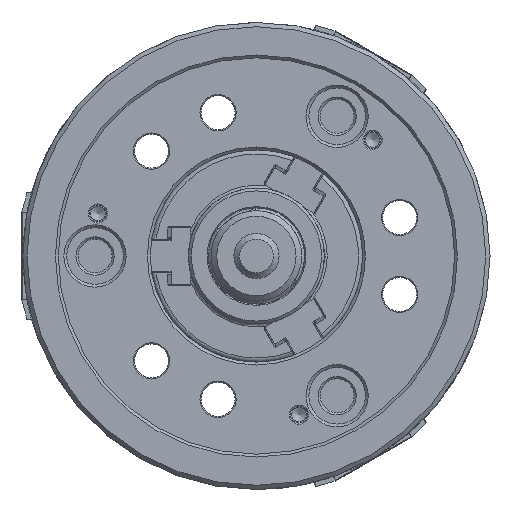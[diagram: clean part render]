
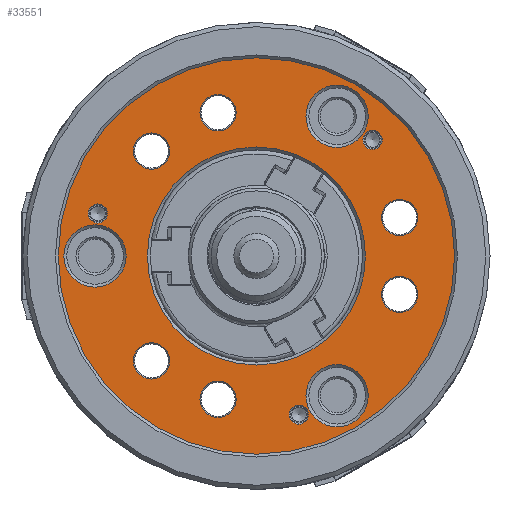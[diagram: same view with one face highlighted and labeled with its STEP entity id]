
A CAD part, left-side view. The second image highlights one B-rep face of the part: STEP entity #33551.
In plain terms, the highlighted planar face has unit normal (-1, 0, 0).
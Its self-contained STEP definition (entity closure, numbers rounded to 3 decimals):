
#1051=CIRCLE('',#36667,3.394);
#1056=CIRCLE('',#36677,3.394);
#1066=CIRCLE('',#36694,6.399);
#1100=CIRCLE('',#36743,6.399);
#1122=CIRCLE('',#36778,6.399);
#1127=CIRCLE('',#36788,11.);
#1166=CIRCLE('',#36859,11.);
#1178=CIRCLE('',#36880,6.399);
#1192=CIRCLE('',#36903,38.5);
#1193=CIRCLE('',#36905,70.);
#1196=CIRCLE('',#36910,6.399);
#1197=CIRCLE('',#36911,6.399);
#1198=CIRCLE('',#36912,11.);
#1199=CIRCLE('',#36913,3.394);
#10629=ORIENTED_EDGE('',*,*,#15546,.F.);
#10630=ORIENTED_EDGE('',*,*,#15521,.T.);
#10631=ORIENTED_EDGE('',*,*,#15366,.T.);
#10632=ORIENTED_EDGE('',*,*,#15547,.F.);
#10633=ORIENTED_EDGE('',*,*,#15414,.F.);
#10634=ORIENTED_EDGE('',*,*,#15453,.T.);
#10635=ORIENTED_EDGE('',*,*,#15458,.T.);
#10636=ORIENTED_EDGE('',*,*,#15548,.F.);
#10637=ORIENTED_EDGE('',*,*,#15541,.T.);
#10638=ORIENTED_EDGE('',*,*,#15542,.T.);
#10639=ORIENTED_EDGE('',*,*,#15505,.T.);
#10640=ORIENTED_EDGE('',*,*,#15549,.F.);
#10641=ORIENTED_EDGE('',*,*,#15354,.F.);
#10642=ORIENTED_EDGE('',*,*,#15349,.F.);
#15349=EDGE_CURVE('',#18627,#18627,#1051,.T.);
#15354=EDGE_CURVE('',#18633,#18633,#1056,.T.);
#15366=EDGE_CURVE('',#18646,#18646,#1066,.T.);
#15414=EDGE_CURVE('',#18684,#18684,#1100,.T.);
#15453=EDGE_CURVE('',#18712,#18712,#1122,.T.);
#15458=EDGE_CURVE('',#18717,#18717,#1127,.T.);
#15505=EDGE_CURVE('',#18743,#18743,#1166,.T.);
#15521=EDGE_CURVE('',#18758,#18758,#1178,.T.);
#15541=EDGE_CURVE('',#18771,#18771,#1192,.T.);
#15542=EDGE_CURVE('',#18772,#18772,#1193,.T.);
#15546=EDGE_CURVE('',#18775,#18775,#1196,.T.);
#15547=EDGE_CURVE('',#18776,#18776,#1197,.T.);
#15548=EDGE_CURVE('',#18777,#18777,#1198,.T.);
#15549=EDGE_CURVE('',#18778,#18778,#1199,.T.);
#18627=VERTEX_POINT('',#56334);
#18633=VERTEX_POINT('',#56350);
#18646=VERTEX_POINT('',#56382);
#18684=VERTEX_POINT('',#56492);
#18712=VERTEX_POINT('',#56578);
#18717=VERTEX_POINT('',#56593);
#18743=VERTEX_POINT('',#56698);
#18758=VERTEX_POINT('',#56744);
#18771=VERTEX_POINT('',#56786);
#18772=VERTEX_POINT('',#56789);
#18775=VERTEX_POINT('',#56798);
#18776=VERTEX_POINT('',#56800);
#18777=VERTEX_POINT('',#56802);
#18778=VERTEX_POINT('',#56804);
#28262=EDGE_LOOP('',(#10629));
#28263=EDGE_LOOP('',(#10630));
#28264=EDGE_LOOP('',(#10631));
#28265=EDGE_LOOP('',(#10632));
#28266=EDGE_LOOP('',(#10633));
#28267=EDGE_LOOP('',(#10634));
#28268=EDGE_LOOP('',(#10635));
#28269=EDGE_LOOP('',(#10636));
#28270=EDGE_LOOP('',(#10637));
#28271=EDGE_LOOP('',(#10638));
#28272=EDGE_LOOP('',(#10639));
#28273=EDGE_LOOP('',(#10640));
#28274=EDGE_LOOP('',(#10641));
#28275=EDGE_LOOP('',(#10642));
#30363=FACE_BOUND('',#28262,.T.);
#30364=FACE_BOUND('',#28263,.T.);
#30365=FACE_BOUND('',#28264,.T.);
#30366=FACE_BOUND('',#28265,.T.);
#30367=FACE_BOUND('',#28266,.T.);
#30368=FACE_BOUND('',#28267,.T.);
#30369=FACE_BOUND('',#28268,.T.);
#30370=FACE_BOUND('',#28269,.T.);
#30371=FACE_BOUND('',#28270,.T.);
#30372=FACE_BOUND('',#28271,.T.);
#30373=FACE_BOUND('',#28272,.T.);
#30374=FACE_BOUND('',#28273,.T.);
#30375=FACE_BOUND('',#28274,.T.);
#30376=FACE_BOUND('',#28275,.T.);
#31808=PLANE('',#36909);
#33551=ADVANCED_FACE('',(#30363,#30364,#30365,#30366,#30367,#30368,#30369,
#30370,#30371,#30372,#30373,#30374,#30375,#30376),#31808,.T.);
#36667=AXIS2_PLACEMENT_3D('',#56333,#45026,#45027);
#36677=AXIS2_PLACEMENT_3D('',#56349,#45046,#45047);
#36694=AXIS2_PLACEMENT_3D('',#56381,#45082,#45083);
#36743=AXIS2_PLACEMENT_3D('',#56491,#45191,#45192);
#36778=AXIS2_PLACEMENT_3D('',#56577,#45276,#45277);
#36788=AXIS2_PLACEMENT_3D('',#56592,#45296,#45297);
#36859=AXIS2_PLACEMENT_3D('',#56697,#45446,#45447);
#36880=AXIS2_PLACEMENT_3D('',#56743,#45490,#45491);
#36903=AXIS2_PLACEMENT_3D('',#56785,#45542,#45543);
#36905=AXIS2_PLACEMENT_3D('',#56788,#45546,#45547);
#36909=AXIS2_PLACEMENT_3D('',#56796,#45555,#45556);
#36910=AXIS2_PLACEMENT_3D('',#56797,#45557,#45558);
#36911=AXIS2_PLACEMENT_3D('',#56799,#45559,#45560);
#36912=AXIS2_PLACEMENT_3D('',#56801,#45561,#45562);
#36913=AXIS2_PLACEMENT_3D('',#56803,#45563,#45564);
#45026=DIRECTION('',(-1.,0.,0.));
#45027=DIRECTION('',(0.,0.,1.));
#45046=DIRECTION('',(-1.,0.,0.));
#45047=DIRECTION('',(0.,0.,1.));
#45082=DIRECTION('',(1.,0.,0.));
#45083=DIRECTION('',(0.,0.,-1.));
#45191=DIRECTION('',(-1.,0.,0.));
#45192=DIRECTION('',(0.,0.866,-0.5));
#45276=DIRECTION('',(1.,0.,0.));
#45277=DIRECTION('',(0.,0.866,0.5));
#45296=DIRECTION('',(1.,0.,0.));
#45297=DIRECTION('',(0.,0.866,0.5));
#45446=DIRECTION('',(1.,0.,0.));
#45447=DIRECTION('',(0.,-0.866,0.5));
#45490=DIRECTION('',(1.,0.,0.));
#45491=DIRECTION('',(0.,-0.866,0.5));
#45542=DIRECTION('',(1.,0.,0.));
#45543=DIRECTION('',(0.,0.,-1.));
#45546=DIRECTION('',(-1.,0.,0.));
#45547=DIRECTION('',(0.,0.,1.));
#45555=DIRECTION('',(-1.,0.,0.));
#45556=DIRECTION('',(0.,0.,1.));
#45557=DIRECTION('',(-1.,0.,0.));
#45558=DIRECTION('',(0.,0.,1.));
#45559=DIRECTION('',(-1.,0.,0.));
#45560=DIRECTION('',(0.,-0.866,-0.5));
#45561=DIRECTION('',(-1.,0.,0.));
#45562=DIRECTION('',(0.,0.,1.));
#45563=DIRECTION('',(-1.,0.,0.));
#45564=DIRECTION('',(0.,0.,1.));
#56333=CARTESIAN_POINT('',(-69.,56.024,15.012));
#56334=CARTESIAN_POINT('',(-69.,56.024,18.406));
#56349=CARTESIAN_POINT('',(-69.,-41.012,41.012));
#56350=CARTESIAN_POINT('',(-69.,-41.012,44.406));
#56381=CARTESIAN_POINT('',(-69.,37.045,37.045));
#56382=CARTESIAN_POINT('',(-69.,37.045,30.646));
#56491=CARTESIAN_POINT('',(-69.,-50.605,-13.56));
#56492=CARTESIAN_POINT('',(-69.,-45.063,-16.759));
#56577=CARTESIAN_POINT('',(-69.,-50.605,13.56));
#56578=CARTESIAN_POINT('',(-69.,-45.063,16.759));
#56592=CARTESIAN_POINT('',(-69.,-28.5,49.363));
#56593=CARTESIAN_POINT('',(-69.,-18.974,54.863));
#56697=CARTESIAN_POINT('',(-69.,-28.5,-49.363));
#56698=CARTESIAN_POINT('',(-69.,-38.026,-43.863));
#56743=CARTESIAN_POINT('',(-69.,13.56,-50.605));
#56744=CARTESIAN_POINT('',(-69.,8.018,-47.405));
#56785=CARTESIAN_POINT('',(-69.,0.,0.));
#56786=CARTESIAN_POINT('',(-69.,0.,-38.5));
#56788=CARTESIAN_POINT('',(-69.,0.,0.));
#56789=CARTESIAN_POINT('',(-69.,0.,70.));
#56796=CARTESIAN_POINT('',(-69.,31.5,-54.56));
#56797=CARTESIAN_POINT('',(-69.,37.045,-37.045));
#56798=CARTESIAN_POINT('',(-69.,37.045,-30.646));
#56799=CARTESIAN_POINT('',(-69.,13.56,50.605));
#56800=CARTESIAN_POINT('',(-69.,8.018,47.405));
#56801=CARTESIAN_POINT('',(-69.,57.,0.));
#56802=CARTESIAN_POINT('',(-69.,57.,11.));
#56803=CARTESIAN_POINT('',(-69.,-15.012,-56.024));
#56804=CARTESIAN_POINT('',(-69.,-15.012,-52.63));
